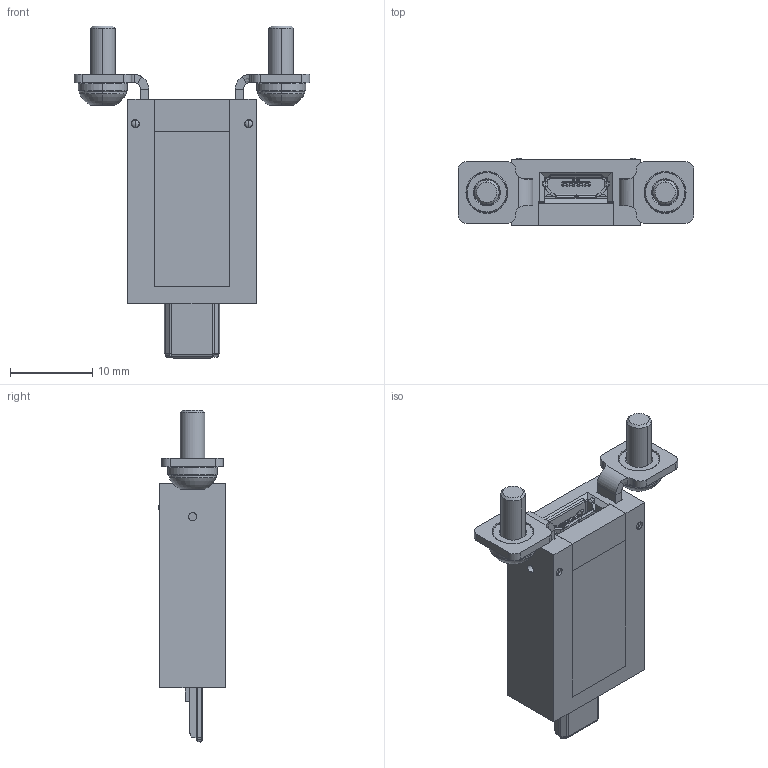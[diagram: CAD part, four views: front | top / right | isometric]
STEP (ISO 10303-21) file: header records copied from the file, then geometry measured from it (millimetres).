
FILE_DESCRIPTION (( 'STEP AP214' ), '1' );
FILE_NAME ('101132~2.STEP', '2019-08-23T09:11:21', ( '' ), ( '' ), 'SwSTEP 2.0', 'SolidWorks 2018', '' );
FILE_SCHEMA (( 'AUTOMOTIVE_DESIGN' ));
Length unit declared in the file: millimetre
Products named in the file (1): 101132~2
Bounding box: 28.7 x 8.15 x 40.41 mm (x, y, z)
Volume: 4098.1 mm3; surface area: 4816.5 mm2
Topology: 16 solids, 18 shells, 1002 faces, 2746 edges, 1767 vertices
Faces by surface type: plane 601, cylinder 340, cone 29, sphere 16, bspline 12, torus 4
Entity records: 43041 total; most frequent: CARTESIAN_POINT 5805, ORIENTED_EDGE 5476, DIRECTION 5445, EDGE_CURVE 2738, VECTOR 1927, LINE 1927, VERTEX_POINT 1767, AXIS2_PLACEMENT_3D 1759
